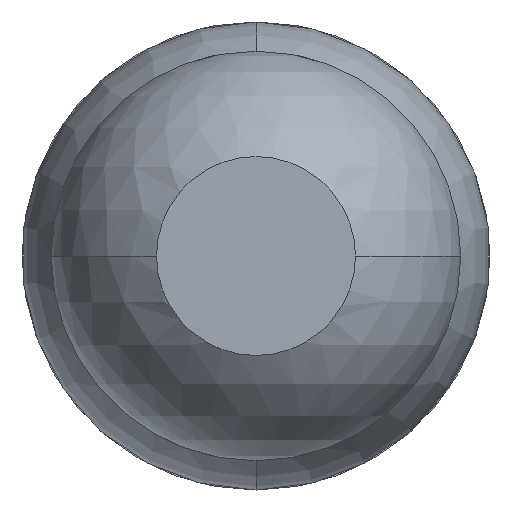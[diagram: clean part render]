
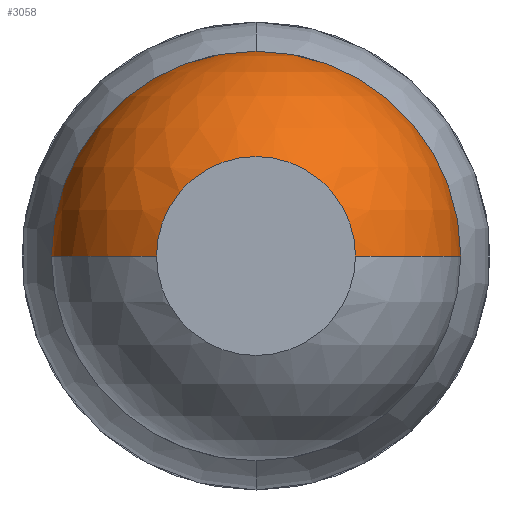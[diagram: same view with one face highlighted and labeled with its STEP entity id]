
A CAD part, front view. The second image highlights one B-rep face of the part: STEP entity #3058.
In plain terms, the highlighted spherical face has radius 0.35 mm.
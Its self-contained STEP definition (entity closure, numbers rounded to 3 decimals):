
#51 = CARTESIAN_POINT ( 'NONE',  ( 0.17, -14., 0. ) ) ;
#54 = CARTESIAN_POINT ( 'NONE',  ( 0., -13.694, 0.35 ) ) ;
#193 = DIRECTION ( 'NONE',  ( 0., 0., 1. ) ) ;
#261 = DIRECTION ( 'NONE',  ( 1., 0., 0. ) ) ;
#357 = AXIS2_PLACEMENT_3D ( 'NONE', #1093, #1351, #2162 ) ;
#366 = CIRCLE ( 'NONE', #3014, 0.35 ) ;
#433 = VERTEX_POINT ( 'NONE', #1017 ) ;
#479 = DIRECTION ( 'NONE',  ( 0., 1., 0. ) ) ;
#495 = CARTESIAN_POINT ( 'NONE',  ( 0., -13.694, 0. ) ) ;
#596 = DIRECTION ( 'NONE',  ( 0., 0., -1. ) ) ;
#597 = AXIS2_PLACEMENT_3D ( 'NONE', #3405, #3129, #261 ) ;
#691 = SPHERICAL_SURFACE ( 'NONE', #597, 0.35 ) ;
#722 = EDGE_CURVE ( 'Defeature ausgef�hrt1_9+Defeature ausgef�hrt1_4+Defeature ausgef�hrt1_4+Defeature ausgef�hrt1_4', #1241, #433, #1359, .T. ) ;
#724 = VERTEX_POINT ( 'NONE', #54 ) ;
#884 = ORIENTED_EDGE ( 'NONE', *, *, #2929, .F. ) ;
#974 = ORIENTED_EDGE ( 'NONE', *, *, #722, .F. ) ;
#1017 = CARTESIAN_POINT ( 'NONE',  ( -0.17, -14., 0. ) ) ;
#1093 = CARTESIAN_POINT ( 'NONE',  ( 0., -13.694, 0. ) ) ;
#1109 = CIRCLE ( 'NONE', #2456, 0.35 ) ;
#1155 = DIRECTION ( 'NONE',  ( -1., 0., 0. ) ) ;
#1218 = VERTEX_POINT ( 'NONE', #51 ) ;
#1241 = VERTEX_POINT ( 'NONE', #1584 ) ;
#1253 = AXIS2_PLACEMENT_3D ( 'NONE', #495, #479, #193 ) ;
#1351 = DIRECTION ( 'NONE',  ( 0., 0., 1. ) ) ;
#1359 = CIRCLE ( 'NONE', #2148, 0.17 ) ;
#1379 = DIRECTION ( 'NONE',  ( 0., -1., 0. ) ) ;
#1425 = DIRECTION ( 'NONE',  ( 0., 0., -1. ) ) ;
#1442 = DIRECTION ( 'NONE',  ( 0., 1., 0. ) ) ;
#1451 = ORIENTED_EDGE ( 'NONE', *, *, #1988, .F. ) ;
#1491 = CIRCLE ( 'NONE', #357, 0.35 ) ;
#1552 = VERTEX_POINT ( 'NONE', #2974 ) ;
#1565 = ORIENTED_EDGE ( 'NONE', *, *, #3144, .T. ) ;
#1584 = CARTESIAN_POINT ( 'NONE',  ( 0., -14., 0.17 ) ) ;
#1654 = DIRECTION ( 'NONE',  ( 0., -1., 0. ) ) ;
#1664 = CARTESIAN_POINT ( 'NONE',  ( 0., -14., 0. ) ) ;
#1770 = CIRCLE ( 'NONE', #1253, 0.35 ) ;
#1772 = ORIENTED_EDGE ( 'NONE', *, *, #2287, .F. ) ;
#1848 = ORIENTED_EDGE ( 'NONE', *, *, #3114, .F. ) ;
#1988 = EDGE_CURVE ( 'Defeature ausgef�hrt1_3+Defeature ausgef�hrt1_4+Defeature ausgef�hrt1_4+Defeature ausgef�hrt1_4', #724, #1552, #1109, .T. ) ;
#2148 = AXIS2_PLACEMENT_3D ( 'NONE', #1664, #1379, #2178 ) ;
#2162 = DIRECTION ( 'NONE',  ( 1., 0., 0. ) ) ;
#2170 = CARTESIAN_POINT ( 'NONE',  ( 0., -13.694, 0. ) ) ;
#2178 = DIRECTION ( 'NONE',  ( 0., 0., -1. ) ) ;
#2287 = EDGE_CURVE ( 'NONE', #433, #2562, #366, .T. ) ;
#2456 = AXIS2_PLACEMENT_3D ( 'NONE', #3315, #1442, #3273 ) ;
#2562 = VERTEX_POINT ( 'NONE', #3107 ) ;
#2673 = AXIS2_PLACEMENT_3D ( 'NONE', #2941, #1654, #596 ) ;
#2880 = EDGE_LOOP ( 'NONE', ( #1772, #974, #1848, #1565, #1451, #884 ) ) ;
#2929 = EDGE_CURVE ( 'Defeature ausgef�hrt1_3+Defeature ausgef�hrt1_4+Defeature ausgef�hrt1_4+Defeature ausgef�hrt1_4', #2562, #724, #1770, .T. ) ;
#2941 = CARTESIAN_POINT ( 'NONE',  ( 0., -14., 0. ) ) ;
#2950 = FACE_OUTER_BOUND ( 'NONE', #2880, .T. ) ;
#2974 = CARTESIAN_POINT ( 'NONE',  ( 0.35, -13.694, 0. ) ) ;
#3014 = AXIS2_PLACEMENT_3D ( 'NONE', #2170, #1425, #1155 ) ;
#3058 = ADVANCED_FACE ( 'Defeature ausgef�hrt1_4', ( #2950 ), #691, .T. ) ;
#3107 = CARTESIAN_POINT ( 'NONE',  ( -0.35, -13.694, 0. ) ) ;
#3114 = EDGE_CURVE ( 'Defeature ausgef�hrt1_9+Defeature ausgef�hrt1_4+Defeature ausgef�hrt1_4+Defeature ausgef�hrt1_4', #1218, #1241, #3336, .T. ) ;
#3129 = DIRECTION ( 'NONE',  ( 0., 0., -1. ) ) ;
#3144 = EDGE_CURVE ( 'NONE', #1218, #1552, #1491, .T. ) ;
#3273 = DIRECTION ( 'NONE',  ( 0., 0., 1. ) ) ;
#3315 = CARTESIAN_POINT ( 'NONE',  ( 0., -13.694, 0. ) ) ;
#3336 = CIRCLE ( 'NONE', #2673, 0.17 ) ;
#3405 = CARTESIAN_POINT ( 'NONE',  ( 0., -13.694, 0. ) ) ;
